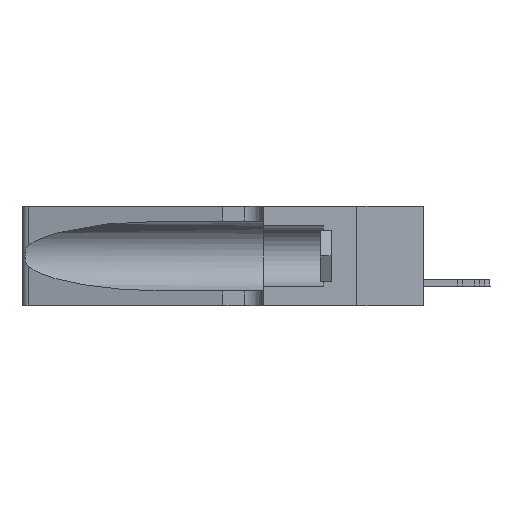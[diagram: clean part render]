
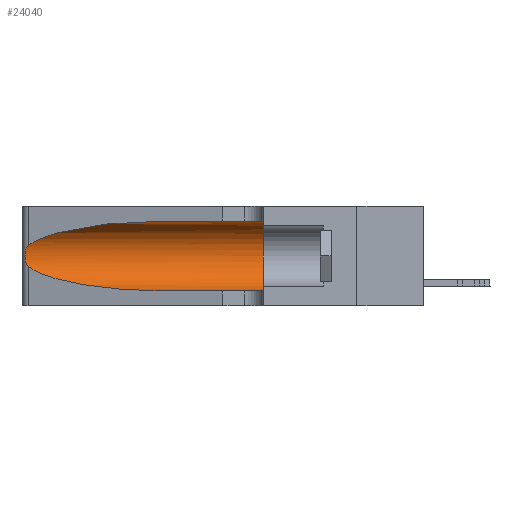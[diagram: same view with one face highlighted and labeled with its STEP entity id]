
A CAD part, left-side view. The second image highlights one B-rep face of the part: STEP entity #24040.
In plain terms, the highlighted cylindrical face has radius 3.308 mm (diameter 6.617 mm), a partial arc.
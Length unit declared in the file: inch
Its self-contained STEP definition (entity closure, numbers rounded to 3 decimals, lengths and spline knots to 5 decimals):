
#701 = DIRECTION ( 'NONE',  ( 0., 0., -1. ) ) ;
#838 = ORIENTED_EDGE ( 'NONE', *, *, #40435, .T. ) ;
#1048 = CARTESIAN_POINT ( 'NONE',  ( 0.1305, 0.72297, 0.05475 ) ) ;
#1170 = CARTESIAN_POINT ( 'NONE',  ( 0.1305, 0.35, 0.185 ) ) ;
#1550 = CARTESIAN_POINT ( 'NONE',  ( 0.25555, 1.22994, 0.2215 ) ) ;
#2867 = ORIENTED_EDGE ( 'NONE', *, *, #18686, .T. ) ;
#3190 = EDGE_CURVE ( 'NONE', #6949, #20314, #6723, .T. ) ;
#5635 = CARTESIAN_POINT ( 'NONE',  ( 0.25639, 1.23184, 0.21858 ) ) ;
#6222 = CARTESIAN_POINT ( 'NONE',  ( 0.25487, 1.22718, 0.22369 ) ) ;
#6723 = LINE ( 'NONE', #13819, #10662 ) ;
#6949 = VERTEX_POINT ( 'NONE', #37256 ) ;
#7221 = CARTESIAN_POINT ( 'NONE',  ( 0.2373, 1.15595, 0.28018 ) ) ;
#7255 = AXIS2_PLACEMENT_3D ( 'NONE', #21134, #12057, #701 ) ;
#8405 = DIRECTION ( 'NONE',  ( 0., 0., 1. ) ) ;
#8788 = CARTESIAN_POINT ( 'NONE',  ( 0.25787, 1.23484, 0.2124 ) ) ;
#10662 = VECTOR ( 'NONE', #39023, 39.37008 ) ;
#10931 = CARTESIAN_POINT ( 'NONE',  ( 0.1305, 0.35, 0.31525 ) ) ;
#12057 = DIRECTION ( 'NONE',  ( 0., -1., 0. ) ) ;
#12238 = CARTESIAN_POINT ( 'NONE',  ( 0.25854, 1.2359, 0.20912 ) ) ;
#12567 = CARTESIAN_POINT ( 'NONE',  ( 0.26075, 1.23896, 0.178 ) ) ;
#12732 = CARTESIAN_POINT ( 'NONE',  ( 0.26018, 1.23835, 0.19895 ) ) ;
#13134 =( BOUNDED_CURVE ( )  B_SPLINE_CURVE ( 3, ( #39561, #25172, #7221, #43354 ),
 .UNSPECIFIED., .F., .T. ) 
 B_SPLINE_CURVE_WITH_KNOTS ( ( 4, 4 ),
 ( 1.5708, 2.84003 ),
 .UNSPECIFIED. ) 
 CURVE ( )  GEOMETRIC_REPRESENTATION_ITEM ( )  RATIONAL_B_SPLINE_CURVE ( ( 1., 0.87, 0.87, 1. ) ) 
 REPRESENTATION_ITEM ( '' )  );
#13819 = CARTESIAN_POINT ( 'NONE',  ( 0.1305, 1.61858, 0.05475 ) ) ;
#14652 = EDGE_CURVE ( 'NONE', #35540, #37329, #44559, .T. ) ;
#16506 = CARTESIAN_POINT ( 'NONE',  ( 0.25639, 1.23186, 0.15144 ) ) ;
#18686 = EDGE_CURVE ( 'NONE', #37329, #6949, #28395, .T. ) ;
#19495 = CARTESIAN_POINT ( 'NONE',  ( 0.26017, 1.23833, 0.17102 ) ) ;
#19913 = VECTOR ( 'NONE', #42697, 39.37008 ) ;
#19980 = CARTESIAN_POINT ( 'NONE',  ( 0.25789, 1.23486, 0.15765 ) ) ;
#20314 = VERTEX_POINT ( 'NONE', #31632 ) ;
#20697 = ORIENTED_EDGE ( 'NONE', *, *, #14652, .T. ) ;
#21101 = CYLINDRICAL_SURFACE ( 'NONE', #7255, 0.13025 ) ;
#21134 = CARTESIAN_POINT ( 'NONE',  ( 0.1305, 1.61858, 0.185 ) ) ;
#22450 = CARTESIAN_POINT ( 'NONE',  ( 0.2373, 1.15595, 0.08982 ) ) ;
#22915 = CARTESIAN_POINT ( 'NONE',  ( 0.25487, 1.22718, 0.22369 ) ) ;
#23667 = ORIENTED_EDGE ( 'NONE', *, *, #3190, .T. ) ;
#24040 = ADVANCED_FACE ( 'NONE', ( #40217 ), #21101, .F. ) ;
#24733 = EDGE_CURVE ( 'NONE', #37878, #27373, #24946, .T. ) ;
#24946 = LINE ( 'NONE', #46615, #19913 ) ;
#25172 = CARTESIAN_POINT ( 'NONE',  ( 0.18966, 0.96281, 0.31525 ) ) ;
#25952 = AXIS2_PLACEMENT_3D ( 'NONE', #1170, #26331, #8405 ) ;
#26331 = DIRECTION ( 'NONE',  ( 0., 1., 0. ) ) ;
#26513 = CARTESIAN_POINT ( 'NONE',  ( 0.25487, 1.22718, 0.14631 ) ) ;
#27373 = VERTEX_POINT ( 'NONE', #10931 ) ;
#28395 =( BOUNDED_CURVE ( )  B_SPLINE_CURVE ( 3, ( #40451, #22450, #36961, #1048 ),
 .UNSPECIFIED., .F., .F. ) 
 B_SPLINE_CURVE_WITH_KNOTS ( ( 4, 4 ),
 ( 3.44316, 4.71239 ),
 .UNSPECIFIED. ) 
 CURVE ( )  GEOMETRIC_REPRESENTATION_ITEM ( )  RATIONAL_B_SPLINE_CURVE ( ( 1., 0.87, 0.87, 1. ) ) 
 REPRESENTATION_ITEM ( '' )  );
#28836 = EDGE_LOOP ( 'NONE', ( #838, #20697, #2867, #23667, #42914, #36467 ) ) ;
#30347 = CARTESIAN_POINT ( 'NONE',  ( 0.26075, 1.23896, 0.19203 ) ) ;
#31632 = CARTESIAN_POINT ( 'NONE',  ( 0.1305, 0.35, 0.05475 ) ) ;
#35540 = VERTEX_POINT ( 'NONE', #6222 ) ;
#36466 = CARTESIAN_POINT ( 'NONE',  ( 0.25487, 1.22718, 0.14631 ) ) ;
#36467 = ORIENTED_EDGE ( 'NONE', *, *, #24733, .F. ) ;
#36961 = CARTESIAN_POINT ( 'NONE',  ( 0.18966, 0.96281, 0.05475 ) ) ;
#37256 = CARTESIAN_POINT ( 'NONE',  ( 0.1305, 0.72297, 0.05475 ) ) ;
#37329 = VERTEX_POINT ( 'NONE', #36466 ) ;
#37878 = VERTEX_POINT ( 'NONE', #46600 ) ;
#38110 = CARTESIAN_POINT ( 'NONE',  ( 0.25856, 1.23593, 0.16098 ) ) ;
#39023 = DIRECTION ( 'NONE',  ( 0., -1., 0. ) ) ;
#39561 = CARTESIAN_POINT ( 'NONE',  ( 0.1305, 0.72297, 0.31525 ) ) ;
#40149 = CIRCLE ( 'NONE', #25952, 0.13025 ) ;
#40217 = FACE_OUTER_BOUND ( 'NONE', #28836, .T. ) ;
#40435 = EDGE_CURVE ( 'NONE', #37878, #35540, #13134, .T. ) ;
#40451 = CARTESIAN_POINT ( 'NONE',  ( 0.25487, 1.22718, 0.14631 ) ) ;
#42697 = DIRECTION ( 'NONE',  ( 0., -1., 0. ) ) ;
#42740 = EDGE_CURVE ( 'NONE', #27373, #20314, #40149, .T. ) ;
#42914 = ORIENTED_EDGE ( 'NONE', *, *, #42740, .F. ) ;
#43354 = CARTESIAN_POINT ( 'NONE',  ( 0.25487, 1.22718, 0.22369 ) ) ;
#44545 = CARTESIAN_POINT ( 'NONE',  ( 0.25555, 1.22993, 0.14849 ) ) ;
#44559 = B_SPLINE_CURVE_WITH_KNOTS ( 'NONE', 3,
 ( #22915, #1550, #5635, #8788, #12238, #12732, #30347, #12567, #19495, #38110, #19980, #16506, #44545, #26513 ),
 .UNSPECIFIED., .F., .F.,
 ( 4, 2, 2, 2, 2, 2, 4 ),
 ( 0., 0.00027, 0.00053, 0.00107, 0.0016, 0.00187, 0.00214 ),
 .UNSPECIFIED. ) ;
#46600 = CARTESIAN_POINT ( 'NONE',  ( 0.1305, 0.72297, 0.31525 ) ) ;
#46615 = CARTESIAN_POINT ( 'NONE',  ( 0.1305, 1.61858, 0.31525 ) ) ;
